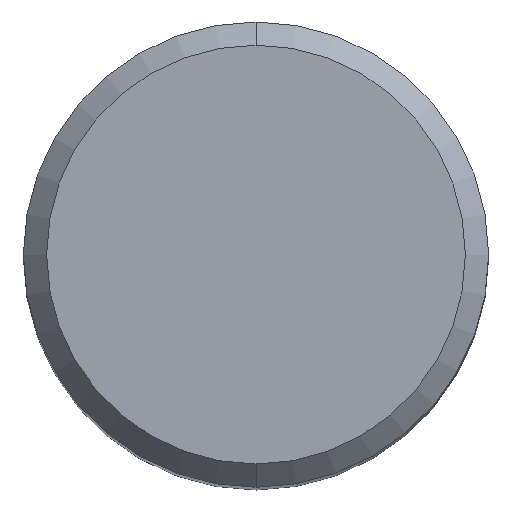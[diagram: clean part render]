
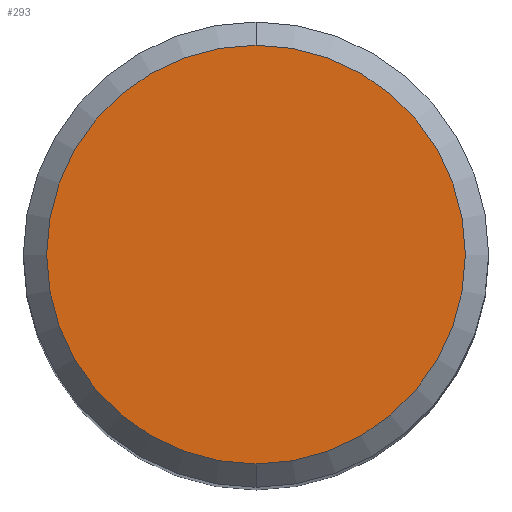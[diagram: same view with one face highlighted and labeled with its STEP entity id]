
A CAD part, top view. The second image highlights one B-rep face of the part: STEP entity #293.
In plain terms, the highlighted planar face has unit normal (0, 0, 1).
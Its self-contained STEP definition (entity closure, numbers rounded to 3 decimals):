
#281=VERTEX_POINT('',#583);
#293=ADVANCED_FACE('',(#597),#598,.T.);
#371=EDGE_CURVE('',#281,#439,#685,.T.);
#411=EDGE_CURVE('',#439,#281,#730,.T.);
#439=VERTEX_POINT('',#758);
#583=CARTESIAN_POINT('',(0.,-3.6,0.0));
#597=FACE_OUTER_BOUND('',#1021,.T.);
#598=PLANE('',#1022);
#685=CIRCLE('',#1233,3.6);
#730=CIRCLE('',#1311,3.6);
#758=CARTESIAN_POINT('',(0.0,3.6,0.0));
#1021=EDGE_LOOP('',(#1558,#1559));
#1022=AXIS2_PLACEMENT_3D('',#1560,#1561,#1562);
#1233=AXIS2_PLACEMENT_3D('',#1663,#1664,#1665);
#1311=AXIS2_PLACEMENT_3D('',#1717,#1718,#1719);
#1558=ORIENTED_EDGE('',*,*,#411,.F.);
#1559=ORIENTED_EDGE('',*,*,#371,.F.);
#1560=CARTESIAN_POINT('',(0.0,1.8,0.0));
#1561=DIRECTION('',(-0.0,0.0,1.0));
#1562=DIRECTION('',(0.0,-1.0,0.0));
#1663=CARTESIAN_POINT('',(0.0,0.0,0.0));
#1664=DIRECTION('',(0.0,0.0,-1.0));
#1665=DIRECTION('',(0.0,1.0,0.0));
#1717=CARTESIAN_POINT('',(0.0,0.0,0.0));
#1718=DIRECTION('',(0.0,0.0,-1.0));
#1719=DIRECTION('',(0.0,1.0,0.0));
